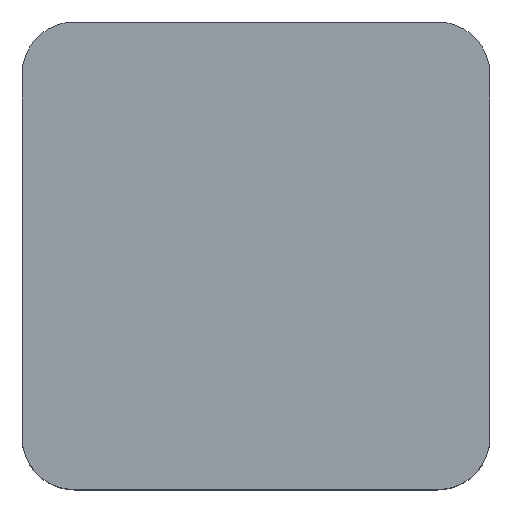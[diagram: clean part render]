
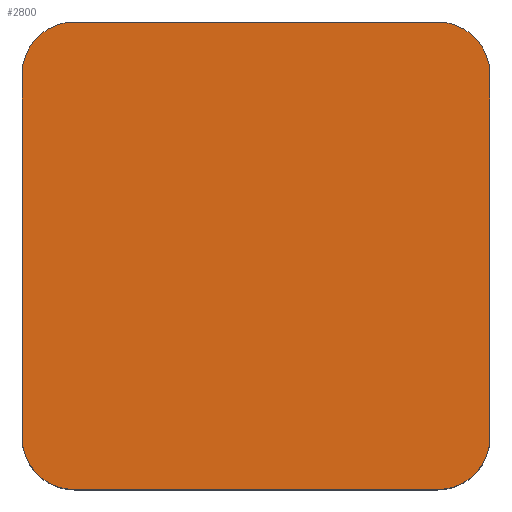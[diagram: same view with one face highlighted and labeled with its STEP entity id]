
A CAD part, top view. The second image highlights one B-rep face of the part: STEP entity #2800.
In plain terms, the highlighted planar face has unit normal (0, 0, 1).
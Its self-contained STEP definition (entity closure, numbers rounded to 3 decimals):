
#2018 = VERTEX_POINT('',#2019);
#2019 = CARTESIAN_POINT('',(-9.,7.,9.));
#2025 = EDGE_CURVE('',#2018,#2026,#2028,.T.);
#2026 = VERTEX_POINT('',#2027);
#2027 = CARTESIAN_POINT('',(-9.,-7.,9.));
#2028 = LINE('',#2029,#2030);
#2029 = CARTESIAN_POINT('',(-9.,9.,9.));
#2030 = VECTOR('',#2031,1.);
#2031 = DIRECTION('',(0.,-1.,0.));
#2049 = VERTEX_POINT('',#2050);
#2050 = CARTESIAN_POINT('',(-7.,9.,9.));
#2056 = EDGE_CURVE('',#2018,#2049,#2057,.T.);
#2057 = CIRCLE('',#2058,2.);
#2058 = AXIS2_PLACEMENT_3D('',#2059,#2060,#2061);
#2059 = CARTESIAN_POINT('',(-7.,7.,9.));
#2060 = DIRECTION('',(-0.,-0.,-1.));
#2061 = DIRECTION('',(0.,-1.,0.));
#2074 = VERTEX_POINT('',#2075);
#2075 = CARTESIAN_POINT('',(-7.,-9.,9.));
#2081 = EDGE_CURVE('',#2026,#2074,#2082,.T.);
#2082 = CIRCLE('',#2083,2.);
#2083 = AXIS2_PLACEMENT_3D('',#2084,#2085,#2086);
#2084 = CARTESIAN_POINT('',(-7.,-7.,9.));
#2085 = DIRECTION('',(-0.,0.,1.));
#2086 = DIRECTION('',(0.,-1.,0.));
#2099 = VERTEX_POINT('',#2100);
#2100 = CARTESIAN_POINT('',(7.,9.,9.));
#2106 = EDGE_CURVE('',#2099,#2049,#2107,.T.);
#2107 = LINE('',#2108,#2109);
#2108 = CARTESIAN_POINT('',(9.,9.,9.));
#2109 = VECTOR('',#2110,1.);
#2110 = DIRECTION('',(-1.,0.,0.));
#2123 = EDGE_CURVE('',#2074,#2124,#2126,.T.);
#2124 = VERTEX_POINT('',#2125);
#2125 = CARTESIAN_POINT('',(7.,-9.,9.));
#2126 = LINE('',#2127,#2128);
#2127 = CARTESIAN_POINT('',(-9.,-9.,9.));
#2128 = VECTOR('',#2129,1.);
#2129 = DIRECTION('',(1.,0.,0.));
#2147 = VERTEX_POINT('',#2148);
#2148 = CARTESIAN_POINT('',(9.,7.,9.));
#2154 = EDGE_CURVE('',#2099,#2147,#2155,.T.);
#2155 = CIRCLE('',#2156,2.);
#2156 = AXIS2_PLACEMENT_3D('',#2157,#2158,#2159);
#2157 = CARTESIAN_POINT('',(7.,7.,9.));
#2158 = DIRECTION('',(-0.,-0.,-1.));
#2159 = DIRECTION('',(0.,-1.,0.));
#2172 = VERTEX_POINT('',#2173);
#2173 = CARTESIAN_POINT('',(9.,-7.,9.));
#2179 = EDGE_CURVE('',#2124,#2172,#2180,.T.);
#2180 = CIRCLE('',#2181,2.);
#2181 = AXIS2_PLACEMENT_3D('',#2182,#2183,#2184);
#2182 = CARTESIAN_POINT('',(7.,-7.,9.));
#2183 = DIRECTION('',(-0.,0.,1.));
#2184 = DIRECTION('',(0.,-1.,0.));
#2197 = EDGE_CURVE('',#2172,#2147,#2198,.T.);
#2198 = LINE('',#2199,#2200);
#2199 = CARTESIAN_POINT('',(9.,-9.,9.));
#2200 = VECTOR('',#2201,1.);
#2201 = DIRECTION('',(0.,1.,0.));
#2800 = ADVANCED_FACE('',(#2801),#2811,.T.);
#2801 = FACE_BOUND('',#2802,.T.);
#2802 = EDGE_LOOP('',(#2803,#2804,#2805,#2806,#2807,#2808,#2809,#2810));
#2803 = ORIENTED_EDGE('',*,*,#2025,.T.);
#2804 = ORIENTED_EDGE('',*,*,#2081,.T.);
#2805 = ORIENTED_EDGE('',*,*,#2123,.T.);
#2806 = ORIENTED_EDGE('',*,*,#2179,.T.);
#2807 = ORIENTED_EDGE('',*,*,#2197,.T.);
#2808 = ORIENTED_EDGE('',*,*,#2154,.F.);
#2809 = ORIENTED_EDGE('',*,*,#2106,.T.);
#2810 = ORIENTED_EDGE('',*,*,#2056,.F.);
#2811 = PLANE('',#2812);
#2812 = AXIS2_PLACEMENT_3D('',#2813,#2814,#2815);
#2813 = CARTESIAN_POINT('',(0.,0.,9.));
#2814 = DIRECTION('',(0.,0.,1.));
#2815 = DIRECTION('',(1.,0.,0.));
